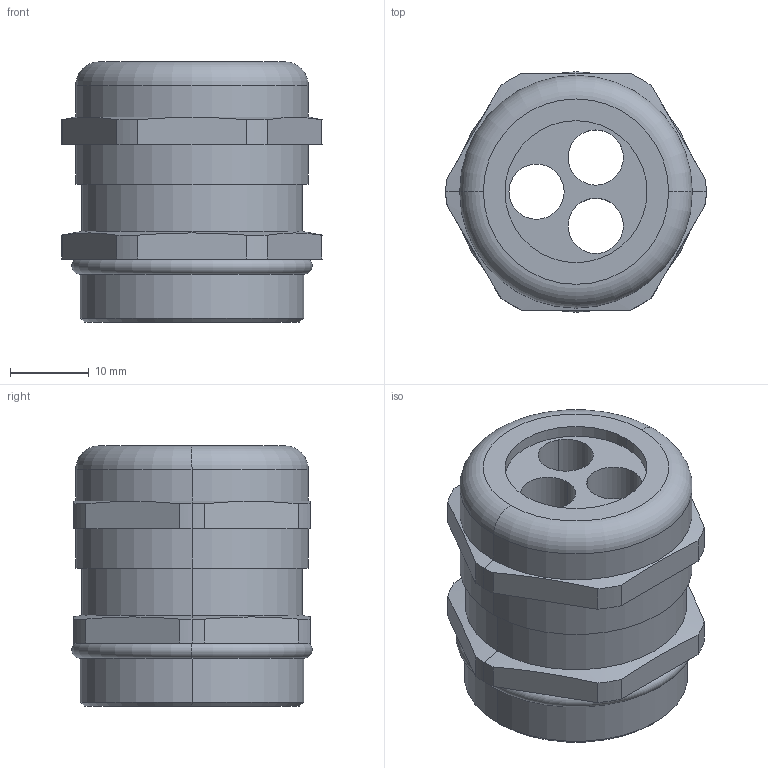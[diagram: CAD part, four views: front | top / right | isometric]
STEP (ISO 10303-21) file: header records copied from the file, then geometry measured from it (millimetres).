
FILE_DESCRIPTION (( 'STEP AP203' ), '1' );
FILE_NAME ('WNAM-PG21_(3X7).STP', '2017-09-14T00:15:41', ( '微软用户' ), ( '微软中国' ), 'SwSTEP 2.0', 'SolidWorks 2012', '' );
FILE_SCHEMA (( 'CONFIG_CONTROL_DESIGN' ));
Length unit declared in the file: millimetre
Products named in the file (1): WNAM-PG21_(3X7)
Bounding box: 33 x 30.49 x 33 mm (x, y, z)
Volume: 15263.9 mm3; surface area: 6494.1 mm2
Topology: 1 solids, 1 shells, 61 faces, 150 edges, 96 vertices
Faces by surface type: cylinder 32, plane 19, cone 6, torus 4
Entity records: 1939 total; most frequent: CARTESIAN_POINT 358, DIRECTION 338, ORIENTED_EDGE 300, EDGE_CURVE 150, AXIS2_PLACEMENT_3D 138, VERTEX_POINT 96, CIRCLE 76, EDGE_LOOP 72
